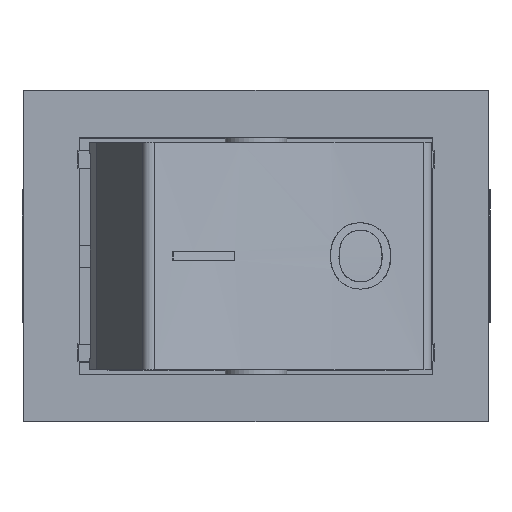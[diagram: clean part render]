
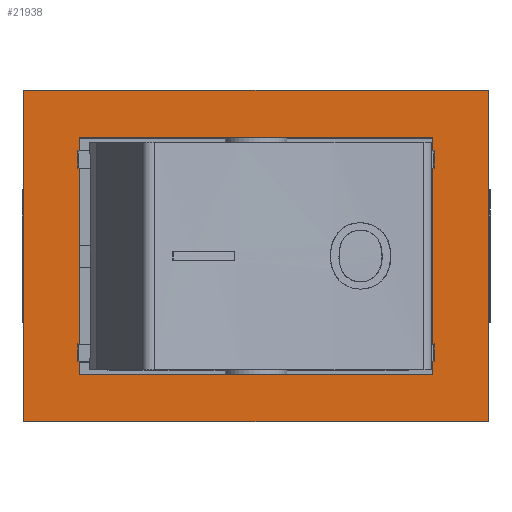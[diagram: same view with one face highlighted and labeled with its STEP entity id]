
A CAD part, top view. The second image highlights one B-rep face of the part: STEP entity #21938.
In plain terms, the highlighted planar face has unit normal (0, 0, 1).
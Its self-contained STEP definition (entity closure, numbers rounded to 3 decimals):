
#1968=ORIENTED_EDGE('',*,*,#6673,.T.);
#1969=ORIENTED_EDGE('',*,*,#6674,.T.);
#1970=ORIENTED_EDGE('',*,*,#6675,.T.);
#1971=ORIENTED_EDGE('',*,*,#6676,.T.);
#1972=ORIENTED_EDGE('',*,*,#6677,.T.);
#1973=ORIENTED_EDGE('',*,*,#6678,.T.);
#1974=ORIENTED_EDGE('',*,*,#6679,.T.);
#1975=ORIENTED_EDGE('',*,*,#6680,.T.);
#1976=ORIENTED_EDGE('',*,*,#6681,.T.);
#1977=ORIENTED_EDGE('',*,*,#6682,.T.);
#1978=ORIENTED_EDGE('',*,*,#6683,.F.);
#1979=ORIENTED_EDGE('',*,*,#6684,.F.);
#1980=ORIENTED_EDGE('',*,*,#6685,.F.);
#1981=ORIENTED_EDGE('',*,*,#6686,.F.);
#1982=ORIENTED_EDGE('',*,*,#6687,.F.);
#1983=ORIENTED_EDGE('',*,*,#6688,.F.);
#1984=ORIENTED_EDGE('',*,*,#6689,.F.);
#1985=ORIENTED_EDGE('',*,*,#6690,.F.);
#1986=ORIENTED_EDGE('',*,*,#6691,.F.);
#1987=ORIENTED_EDGE('',*,*,#6692,.F.);
#1988=ORIENTED_EDGE('',*,*,#6693,.T.);
#1989=ORIENTED_EDGE('',*,*,#6694,.T.);
#1990=ORIENTED_EDGE('',*,*,#6695,.T.);
#1991=ORIENTED_EDGE('',*,*,#6696,.T.);
#6673=EDGE_CURVE('',#9010,#9011,#10231,.T.);
#6674=EDGE_CURVE('',#9011,#9012,#10232,.T.);
#6675=EDGE_CURVE('',#9012,#9013,#10233,.T.);
#6676=EDGE_CURVE('',#9013,#9010,#10234,.T.);
#6677=EDGE_CURVE('',#9014,#9015,#10235,.T.);
#6678=EDGE_CURVE('',#9015,#9016,#10236,.T.);
#6679=EDGE_CURVE('',#9016,#9017,#10237,.T.);
#6680=EDGE_CURVE('',#9017,#9018,#10238,.T.);
#6681=EDGE_CURVE('',#9018,#9019,#10239,.T.);
#6682=EDGE_CURVE('',#9019,#9020,#10240,.T.);
#6683=EDGE_CURVE('',#9021,#9020,#10241,.T.);
#6684=EDGE_CURVE('',#9022,#9021,#10242,.T.);
#6685=EDGE_CURVE('',#9023,#9022,#10243,.T.);
#6686=EDGE_CURVE('',#9024,#9023,#10244,.T.);
#6687=EDGE_CURVE('',#9025,#9024,#10245,.T.);
#6688=EDGE_CURVE('',#9026,#9025,#10246,.T.);
#6689=EDGE_CURVE('',#9027,#9026,#10247,.T.);
#6690=EDGE_CURVE('',#9028,#9027,#10248,.T.);
#6691=EDGE_CURVE('',#9029,#9028,#10249,.T.);
#6692=EDGE_CURVE('',#9030,#9029,#10250,.T.);
#6693=EDGE_CURVE('',#9030,#9031,#10251,.T.);
#6694=EDGE_CURVE('',#9031,#9032,#10252,.T.);
#6695=EDGE_CURVE('',#9032,#9033,#10253,.T.);
#6696=EDGE_CURVE('',#9033,#9014,#10254,.T.);
#9010=VERTEX_POINT('',#30920);
#9011=VERTEX_POINT('',#30921);
#9012=VERTEX_POINT('',#30923);
#9013=VERTEX_POINT('',#30925);
#9014=VERTEX_POINT('',#30928);
#9015=VERTEX_POINT('',#30929);
#9016=VERTEX_POINT('',#30931);
#9017=VERTEX_POINT('',#30933);
#9018=VERTEX_POINT('',#30935);
#9019=VERTEX_POINT('',#30937);
#9020=VERTEX_POINT('',#30939);
#9021=VERTEX_POINT('',#30941);
#9022=VERTEX_POINT('',#30943);
#9023=VERTEX_POINT('',#30945);
#9024=VERTEX_POINT('',#30947);
#9025=VERTEX_POINT('',#30949);
#9026=VERTEX_POINT('',#30951);
#9027=VERTEX_POINT('',#30953);
#9028=VERTEX_POINT('',#30955);
#9029=VERTEX_POINT('',#30957);
#9030=VERTEX_POINT('',#30959);
#9031=VERTEX_POINT('',#30961);
#9032=VERTEX_POINT('',#30963);
#9033=VERTEX_POINT('',#30965);
#10231=LINE('',#30919,#11663);
#10232=LINE('',#30922,#11664);
#10233=LINE('',#30924,#11665);
#10234=LINE('',#30926,#11666);
#10235=LINE('',#30927,#11667);
#10236=LINE('',#30930,#11668);
#10237=LINE('',#30932,#11669);
#10238=LINE('',#30934,#11670);
#10239=LINE('',#30936,#11671);
#10240=LINE('',#30938,#11672);
#10241=LINE('',#30940,#11673);
#10242=LINE('',#30942,#11674);
#10243=LINE('',#30944,#11675);
#10244=LINE('',#30946,#11676);
#10245=LINE('',#30948,#11677);
#10246=LINE('',#30950,#11678);
#10247=LINE('',#30952,#11679);
#10248=LINE('',#30954,#11680);
#10249=LINE('',#30956,#11681);
#10250=LINE('',#30958,#11682);
#10251=LINE('',#30960,#11683);
#10252=LINE('',#30962,#11684);
#10253=LINE('',#30964,#11685);
#10254=LINE('',#30966,#11686);
#11663=VECTOR('',#24210,1000.);
#11664=VECTOR('',#24211,1000.);
#11665=VECTOR('',#24212,1000.);
#11666=VECTOR('',#24213,1000.);
#11667=VECTOR('',#24214,1000.);
#11668=VECTOR('',#24215,1000.);
#11669=VECTOR('',#24216,1000.);
#11670=VECTOR('',#24217,1000.);
#11671=VECTOR('',#24218,1000.);
#11672=VECTOR('',#24219,1000.);
#11673=VECTOR('',#24220,1000.);
#11674=VECTOR('',#24221,1000.);
#11675=VECTOR('',#24222,1000.);
#11676=VECTOR('',#24223,1000.);
#11677=VECTOR('',#24224,1000.);
#11678=VECTOR('',#24225,1000.);
#11679=VECTOR('',#24226,1000.);
#11680=VECTOR('',#24227,1000.);
#11681=VECTOR('',#24228,1000.);
#11682=VECTOR('',#24229,1000.);
#11683=VECTOR('',#24230,1000.);
#11684=VECTOR('',#24231,1000.);
#11685=VECTOR('',#24232,1000.);
#11686=VECTOR('',#24233,1000.);
#12840=EDGE_LOOP('',(#1968,#1969,#1970,#1971));
#12841=EDGE_LOOP('',(#1972,#1973,#1974,#1975,#1976,#1977,#1978,#1979,#1980,
#1981,#1982,#1983,#1984,#1985,#1986,#1987,#1988,#1989,#1990,#1991));
#13892=FACE_BOUND('',#12840,.T.);
#13893=FACE_BOUND('',#12841,.T.);
#14865=PLANE('',#22892);
#21938=ADVANCED_FACE('',(#13892,#13893),#14865,.T.);
#22892=AXIS2_PLACEMENT_3D('',#30918,#24208,#24209);
#24208=DIRECTION('',(0.,0.,1.));
#24209=DIRECTION('',(1.,0.,0.));
#24210=DIRECTION('',(0.,-1.,0.));
#24211=DIRECTION('',(1.,0.,0.));
#24212=DIRECTION('',(0.,1.,0.));
#24213=DIRECTION('',(-1.,0.,0.));
#24214=DIRECTION('',(0.,1.,0.));
#24215=DIRECTION('',(-1.,0.,0.));
#24216=DIRECTION('',(0.,1.,0.));
#24217=DIRECTION('',(1.,0.,0.));
#24218=DIRECTION('',(0.,1.,0.));
#24219=DIRECTION('',(1.,0.,0.));
#24220=DIRECTION('',(0.,1.,0.));
#24221=DIRECTION('',(-1.,0.,0.));
#24222=DIRECTION('',(0.,1.,0.));
#24223=DIRECTION('',(1.,0.,0.));
#24224=DIRECTION('',(0.,1.,0.));
#24225=DIRECTION('',(-1.,0.,0.));
#24226=DIRECTION('',(0.,1.,0.));
#24227=DIRECTION('',(1.,0.,0.));
#24228=DIRECTION('',(0.,1.,0.));
#24229=DIRECTION('',(1.,0.,0.));
#24230=DIRECTION('',(0.,1.,0.));
#24231=DIRECTION('',(-1.,0.,0.));
#24232=DIRECTION('',(0.,1.,0.));
#24233=DIRECTION('',(1.,0.,0.));
#30918=CARTESIAN_POINT('',(0.,0.,15.));
#30919=CARTESIAN_POINT('',(-10.5,7.5,15.));
#30920=CARTESIAN_POINT('',(-10.5,7.5,15.));
#30921=CARTESIAN_POINT('',(-10.5,-7.5,15.));
#30922=CARTESIAN_POINT('',(-10.5,-7.5,15.));
#30923=CARTESIAN_POINT('',(10.5,-7.5,15.));
#30924=CARTESIAN_POINT('',(10.5,-7.5,15.));
#30925=CARTESIAN_POINT('',(10.5,7.5,15.));
#30926=CARTESIAN_POINT('',(10.5,7.5,15.));
#30927=CARTESIAN_POINT('',(-8.,-5.35,15.));
#30928=CARTESIAN_POINT('',(-8.,-3.975,15.));
#30929=CARTESIAN_POINT('',(-8.,3.975,15.));
#30930=CARTESIAN_POINT('',(0.,3.975,15.));
#30931=CARTESIAN_POINT('',(-8.075,3.975,15.));
#30932=CARTESIAN_POINT('',(-8.075,0.,15.));
#30933=CARTESIAN_POINT('',(-8.075,4.775,15.));
#30934=CARTESIAN_POINT('',(0.,4.775,15.));
#30935=CARTESIAN_POINT('',(-8.,4.775,15.));
#30936=CARTESIAN_POINT('',(-8.,-5.35,15.));
#30937=CARTESIAN_POINT('',(-8.,5.35,15.));
#30938=CARTESIAN_POINT('',(-8.,5.35,15.));
#30939=CARTESIAN_POINT('',(8.,5.35,15.));
#30940=CARTESIAN_POINT('',(8.,-5.35,15.));
#30941=CARTESIAN_POINT('',(8.,4.775,15.));
#30942=CARTESIAN_POINT('',(0.,4.775,15.));
#30943=CARTESIAN_POINT('',(8.075,4.775,15.));
#30944=CARTESIAN_POINT('',(8.075,0.,15.));
#30945=CARTESIAN_POINT('',(8.075,3.975,15.));
#30946=CARTESIAN_POINT('',(0.,3.975,15.));
#30947=CARTESIAN_POINT('',(8.,3.975,15.));
#30948=CARTESIAN_POINT('',(8.,-5.35,15.));
#30949=CARTESIAN_POINT('',(8.,-3.975,15.));
#30950=CARTESIAN_POINT('',(0.,-3.975,15.));
#30951=CARTESIAN_POINT('',(8.075,-3.975,15.));
#30952=CARTESIAN_POINT('',(8.075,0.,15.));
#30953=CARTESIAN_POINT('',(8.075,-4.775,15.));
#30954=CARTESIAN_POINT('',(0.,-4.775,15.));
#30955=CARTESIAN_POINT('',(8.,-4.775,15.));
#30956=CARTESIAN_POINT('',(8.,-5.35,15.));
#30957=CARTESIAN_POINT('',(8.,-5.35,15.));
#30958=CARTESIAN_POINT('',(-8.,-5.35,15.));
#30959=CARTESIAN_POINT('',(-8.,-5.35,15.));
#30960=CARTESIAN_POINT('',(-8.,-5.35,15.));
#30961=CARTESIAN_POINT('',(-8.,-4.775,15.));
#30962=CARTESIAN_POINT('',(0.,-4.775,15.));
#30963=CARTESIAN_POINT('',(-8.075,-4.775,15.));
#30964=CARTESIAN_POINT('',(-8.075,0.,15.));
#30965=CARTESIAN_POINT('',(-8.075,-3.975,15.));
#30966=CARTESIAN_POINT('',(0.,-3.975,15.));
